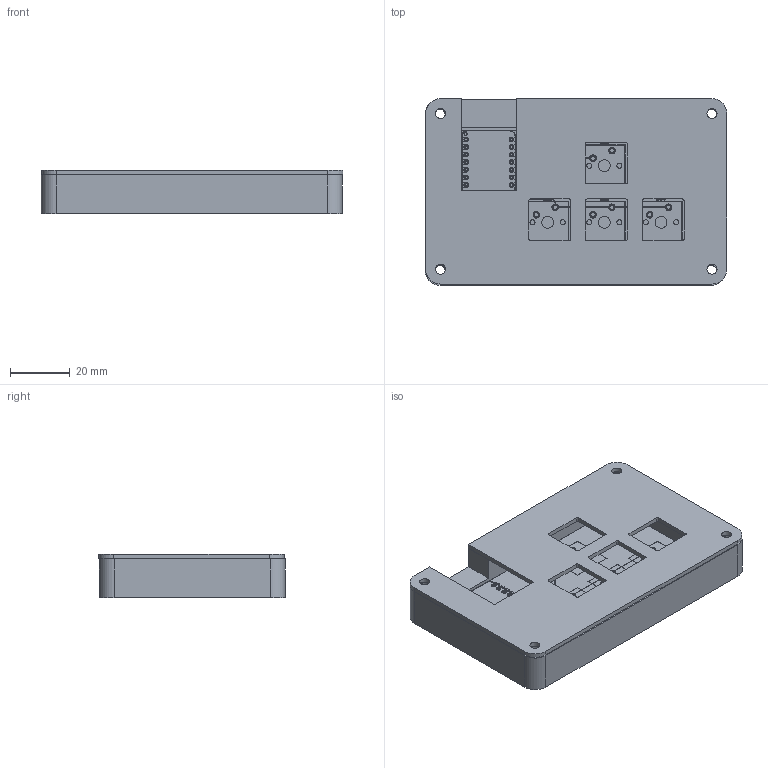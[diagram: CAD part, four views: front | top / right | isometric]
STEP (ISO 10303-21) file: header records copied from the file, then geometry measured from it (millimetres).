
FILE_DESCRIPTION(/* description */ (''),/* implementation_level */ '2;1');
FILE_NAME(/* name */ 'full macro pad_.step',/* time_stamp */ '2026-01-27T23:07:13+05:30',/* author */ (''),/* organization */ (''),/* preprocessor_version */ 'ST-DEVELOPER v20.1',/* originating_system */ 'Autodesk Translation Framework v14.24.0.0',/* authorisation */ '');
FILE_SCHEMA (('AUTOMOTIVE_DESIGN { 1 0 10303 214 3 1 1 }'));
Length unit declared in the file: millimetre
Products named in the file (1): 2026-01-26-22-00-56-540
Bounding box: 101.38 x 62.69 x 14.45 mm (x, y, z)
Volume: 56462 mm3; surface area: 44899.8 mm2
Topology: 114 solids, 143 shells, 1111 faces, 3261 edges, 2411 vertices
Faces by surface type: plane 785, cylinder 326
Full cylindrical faces by diameter (mm): 0.839 x42, 0.889 x28, 1.45 x24, 1.5 x16, 1.524 x28, 1.7 x8, 2.2 x16, 3.4 x8, 4 x4, 6 x4
Entity records: 37900 total; most frequent: CARTESIAN_POINT 6784, DIRECTION 6382, ORIENTED_EDGE 5811, EDGE_CURVE 3261, VERTEX_POINT 2411, LINE 2364, VECTOR 2364, AXIS2_PLACEMENT_3D 2009
